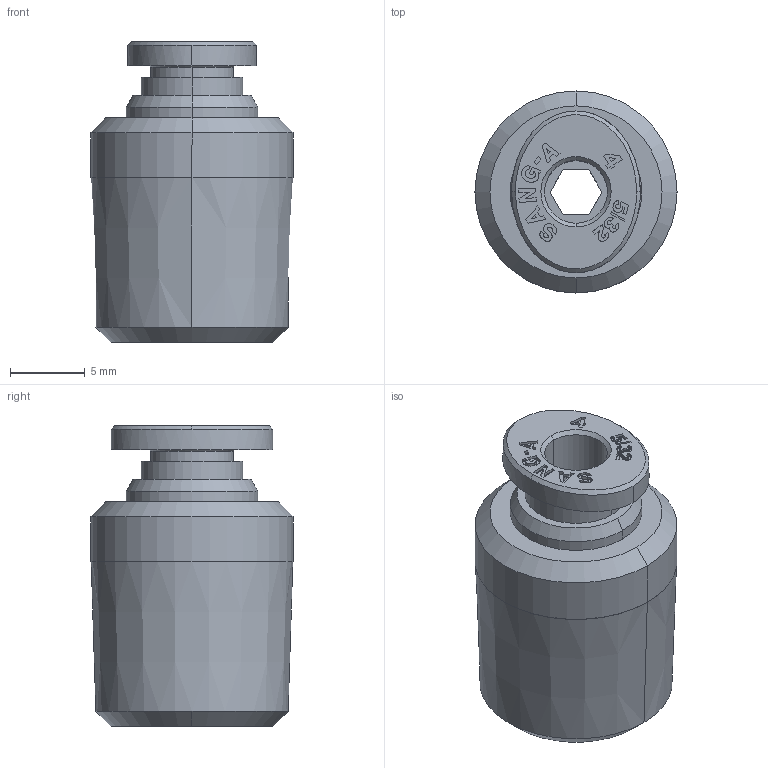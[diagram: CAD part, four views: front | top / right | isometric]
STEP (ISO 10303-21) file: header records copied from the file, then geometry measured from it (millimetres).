
FILE_DESCRIPTION (( 'STEP AP214' ), '1' );
FILE_NAME ('POC04-02.stp', '2015-08-20T12:03:36', ( '' ), ( '' ), 'SwSTEP 2.0', 'SolidWorks 2015', '' );
FILE_SCHEMA (( 'AUTOMOTIVE_DESIGN' ));
Length unit declared in the file: millimetre
Products named in the file (2): POC04-02; ｦ+ﾃｦ1
Assembly tree (1 placements, depth 2):
  POC04-02
    ｦ+ﾃｦ1
Bounding box: 13.5 x 13.5 x 20.1 mm (x, y, z)
Volume: 1999.6 mm3; surface area: 1302.8 mm2
Topology: 1 solids, 1 shells, 404 faces, 1134 edges, 752 vertices
Faces by surface type: plane 340, bspline 30, cylinder 18, cone 16
Entity records: 13974 total; most frequent: CARTESIAN_POINT 3415, ORIENTED_EDGE 2268, DIRECTION 1862, EDGE_CURVE 1134, VECTOR 998, LINE 998, VERTEX_POINT 752, AXIS2_PLACEMENT_3D 432
